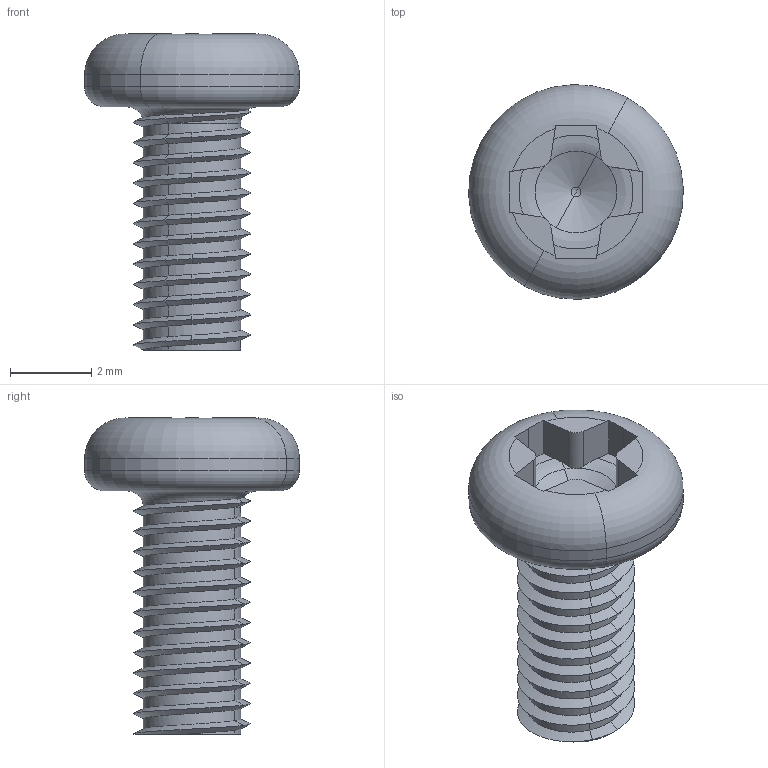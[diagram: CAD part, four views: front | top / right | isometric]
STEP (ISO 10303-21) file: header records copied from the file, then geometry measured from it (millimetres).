
FILE_DESCRIPTION(('CATIA V5 STEP Exchange'),'2;1');
FILE_NAME('M3x6 Philips Screw.stp','2018-04-15T23:40:48+00:00',('none'),('none'),'CATIA Version 5 Release 20 SP 1 (IN-10)','CATIA V5 STEP AP203','none');
FILE_SCHEMA(('CONFIG_CONTROL_DESIGN'));
Length unit declared in the file: millimetre
Products named in the file (1): M3x6 Philips Screw
Bounding box: 5.3 x 5.3 x 7.8 mm (x, y, z)
Volume: 58.6 mm3; surface area: 152.9 mm2
Topology: 1 solids, 1 shells, 171 faces, 411 edges, 241 vertices
Faces by surface type: bspline 98, cylinder 31, plane 26, torus 12, cone 2, sphere 2
Entity records: 6371 total; most frequent: CARTESIAN_POINT 3488, ORIENTED_EDGE 818, EDGE_CURVE 409, B_SPLINE_CURVE_WITH_KNOTS 293, VERTEX_POINT 241, DIRECTION 172, EDGE_LOOP 172, ADVANCED_FACE 171
